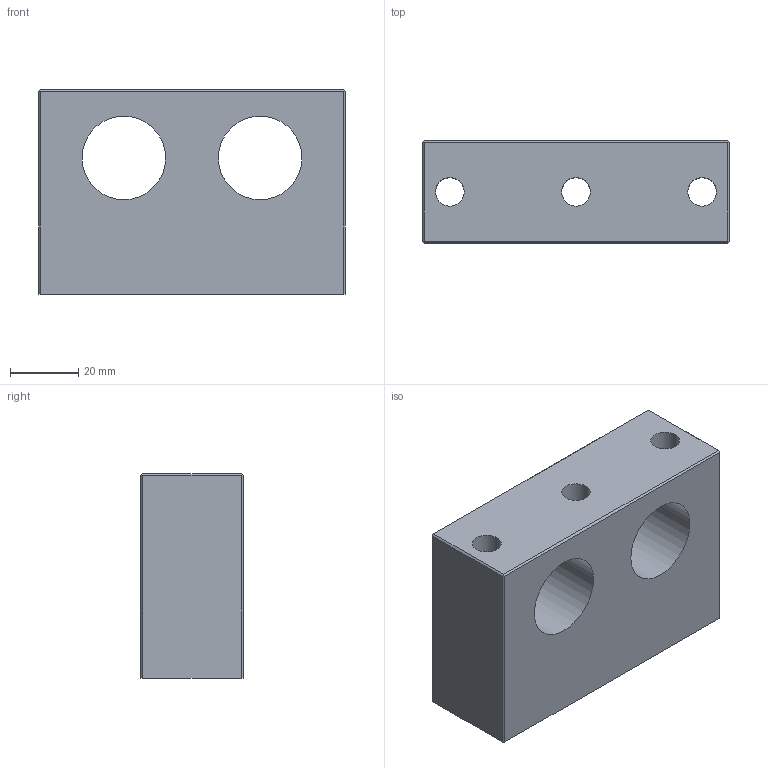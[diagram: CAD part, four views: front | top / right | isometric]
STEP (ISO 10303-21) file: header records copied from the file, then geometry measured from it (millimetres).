
FILE_DESCRIPTION((''),'2;1');
FILE_NAME('50-002019-00121','2020-01-08T14:24:06',('t.kolegar'),('Mechatronic Design & Solutions s.r.o.'),'CREO PARAMETRIC BY PTC INC, 2018020','CREO PARAMETRIC BY PTC INC, 2018020','');
FILE_SCHEMA(('CONFIG_CONTROL_DESIGN'));
Length unit declared in the file: millimetre
Products named in the file (1): 50-002019-00121
Bounding box: 90 x 30 x 60 mm (x, y, z)
Volume: 121587.9 mm3; surface area: 27830.8 mm2
Topology: 1 solids, 1 shells, 32 faces, 96 edges, 74 vertices
Faces by surface type: plane 14, cylinder 14, cone 4
Entity records: 1095 total; most frequent: DIRECTION 186, CARTESIAN_POINT 179, ORIENTED_EDGE 164, EDGE_CURVE 82, VECTOR 64, LINE 64, AXIS2_PLACEMENT_3D 61, VERTEX_POINT 54
